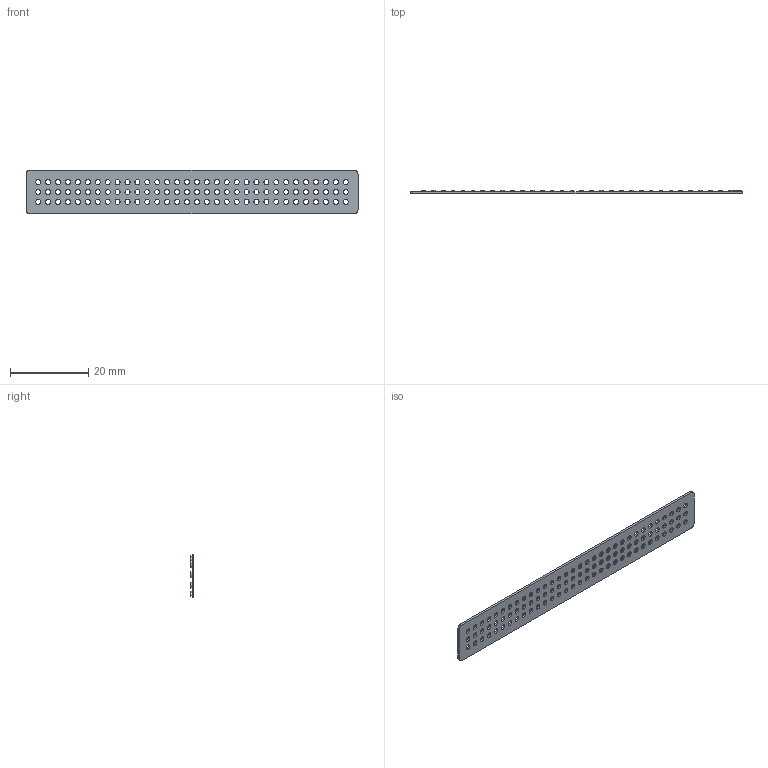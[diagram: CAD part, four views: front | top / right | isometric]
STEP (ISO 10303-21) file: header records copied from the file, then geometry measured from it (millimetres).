
FILE_DESCRIPTION (( 'STEP AP214' ), '1' );
FILE_NAME ('INGUN_13133.STEP', '2023-03-27T08:34:27', ( '' ), ( '' ), 'SwSTEP 2.0', 'SolidWorks 2021', '' );
FILE_SCHEMA (( 'AUTOMOTIVE_DESIGN' ));
Length unit declared in the file: millimetre
Products named in the file (1): INGUN_13133
Bounding box: 85 x 1 x 11.2 mm (x, y, z)
Volume: 421.5 mm3; surface area: 2155 mm2
Topology: 1 solids, 1 shells, 1595 faces, 4326 edges, 2884 vertices
Faces by surface type: plane 727, bspline 672, cylinder 196
Entity records: 103107 total; most frequent: CARTESIAN_POINT 51782, ORIENTED_EDGE 8652, DIRECTION 5222, EDGE_CURVE 4326, VERTEX_POINT 2884, VECTOR 2590, LINE 2590, EDGE_LOOP 1938
